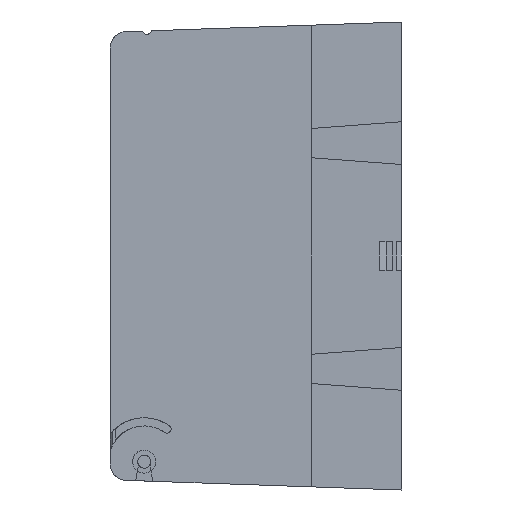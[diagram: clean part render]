
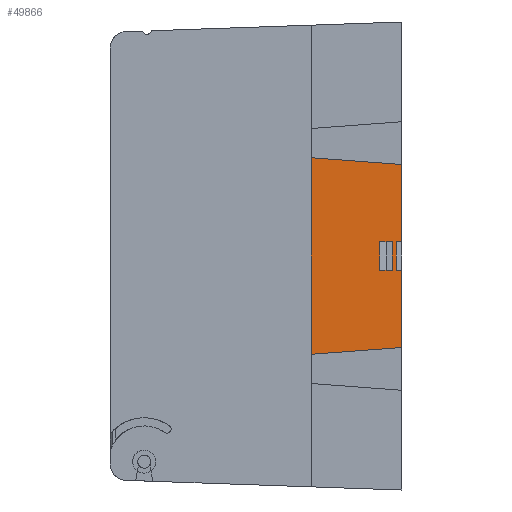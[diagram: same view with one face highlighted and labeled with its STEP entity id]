
A CAD part, left-side view. The second image highlights one B-rep face of the part: STEP entity #49866.
In plain terms, the highlighted planar face has unit normal (-1, 0, 0).
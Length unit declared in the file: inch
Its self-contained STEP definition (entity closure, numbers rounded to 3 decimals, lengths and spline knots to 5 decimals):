
#294 = LINE ( 'NONE', #36513, #35231 ) ;
#2004 = ORIENTED_EDGE ( 'NONE', *, *, #43675, .T. ) ;
#3725 = PLANE ( 'NONE',  #5643 ) ;
#4283 = DIRECTION ( 'NONE',  ( 0., 0., -1. ) ) ;
#5197 = CARTESIAN_POINT ( 'NONE',  ( -6.525, 1.1, 1.19653 ) ) ;
#5643 = AXIS2_PLACEMENT_3D ( 'NONE', #161393, #82792, #4283 ) ;
#8525 = CARTESIAN_POINT ( 'NONE',  ( -6.525, 0., 0.175 ) ) ;
#8714 = VECTOR ( 'NONE', #151942, 39.37008 ) ;
#9301 = DIRECTION ( 'NONE',  ( 0., -1., 0. ) ) ;
#9883 = ORIENTED_EDGE ( 'NONE', *, *, #46484, .F. ) ;
#9887 = CARTESIAN_POINT ( 'NONE',  ( -6.525, 0.115, -0.175 ) ) ;
#11780 = CARTESIAN_POINT ( 'NONE',  ( -6.525, 0.115, -0.175 ) ) ;
#16181 = VECTOR ( 'NONE', #9301, 39.37008 ) ;
#16529 = EDGE_CURVE ( 'NONE', #124710, #117144, #64535, .T. ) ;
#16666 = EDGE_CURVE ( 'NONE', #36612, #82165, #80812, .T. ) ;
#19013 = VECTOR ( 'NONE', #127426, 39.37008 ) ;
#20404 = VERTEX_POINT ( 'NONE', #137878 ) ;
#20590 = DIRECTION ( 'NONE',  ( 0., 0., 1. ) ) ;
#23163 = DIRECTION ( 'NONE',  ( 0., 0., 1. ) ) ;
#24053 = CARTESIAN_POINT ( 'NONE',  ( -6.525, 0., -0.175 ) ) ;
#25090 = CARTESIAN_POINT ( 'NONE',  ( -6.525, 0.115, -0.175 ) ) ;
#25960 = LINE ( 'NONE', #138412, #91513 ) ;
#33893 = CARTESIAN_POINT ( 'NONE',  ( -6.525, 0.065, 0.175 ) ) ;
#35231 = VECTOR ( 'NONE', #128170, 39.37008 ) ;
#36343 = CARTESIAN_POINT ( 'NONE',  ( -6.525, 0., 1.115 ) ) ;
#36513 = CARTESIAN_POINT ( 'NONE',  ( -6.525, -0.55706, -1.07371 ) ) ;
#36612 = VERTEX_POINT ( 'NONE', #5197 ) ;
#40194 = VERTEX_POINT ( 'NONE', #8525 ) ;
#43675 = EDGE_CURVE ( 'NONE', #124710, #166098, #25960, .T. ) ;
#46484 = EDGE_CURVE ( 'NONE', #126814, #20404, #104840, .T. ) ;
#46590 = DIRECTION ( 'NONE',  ( 0., 0., 1. ) ) ;
#46912 = CARTESIAN_POINT ( 'NONE',  ( -6.525, 0., 0.175 ) ) ;
#47070 = CARTESIAN_POINT ( 'NONE',  ( -6.525, 0.115, 0.175 ) ) ;
#48500 = VECTOR ( 'NONE', #150161, 39.37008 ) ;
#49866 = ADVANCED_FACE ( 'NONE', ( #129954, #164773 ), #3725, .F. ) ;
#52653 = LINE ( 'NONE', #113433, #48500 ) ;
#55382 = ORIENTED_EDGE ( 'NONE', *, *, #77532, .F. ) ;
#56261 = EDGE_LOOP ( 'NONE', ( #9883, #167983, #93089, #129251, #168451, #55382, #106890, #77108 ) ) ;
#58534 = CARTESIAN_POINT ( 'NONE',  ( -6.525, 0., -0.175 ) ) ;
#59199 = EDGE_CURVE ( 'NONE', #117144, #102615, #165234, .T. ) ;
#64437 = ORIENTED_EDGE ( 'NONE', *, *, #16529, .F. ) ;
#64535 = LINE ( 'NONE', #25090, #134323 ) ;
#66969 = CARTESIAN_POINT ( 'NONE',  ( -6.525, 0.26794, -0.175 ) ) ;
#69008 = CARTESIAN_POINT ( 'NONE',  ( -6.525, 0., 6.44233 ) ) ;
#69598 = CARTESIAN_POINT ( 'NONE',  ( -6.525, 0., 1.115 ) ) ;
#71334 = ORIENTED_EDGE ( 'NONE', *, *, #59199, .F. ) ;
#71815 = DIRECTION ( 'NONE',  ( 0., -1., 0. ) ) ;
#77108 = ORIENTED_EDGE ( 'NONE', *, *, #136001, .T. ) ;
#77336 = VERTEX_POINT ( 'NONE', #69598 ) ;
#77532 = EDGE_CURVE ( 'NONE', #36612, #77336, #119574, .T. ) ;
#78163 = VECTOR ( 'NONE', #20590, 39.37008 ) ;
#78449 = LINE ( 'NONE', #46912, #8714 ) ;
#80812 = LINE ( 'NONE', #161941, #146466 ) ;
#81794 = LINE ( 'NONE', #47070, #16181 ) ;
#82165 = VERTEX_POINT ( 'NONE', #140754 ) ;
#82792 = DIRECTION ( 'NONE',  ( 1., 0., 0. ) ) ;
#83517 = CARTESIAN_POINT ( 'NONE',  ( -6.525, 0.115, 0.175 ) ) ;
#91513 = VECTOR ( 'NONE', #46590, 39.37008 ) ;
#92929 = EDGE_LOOP ( 'NONE', ( #64437, #2004, #116590, #71334 ) ) ;
#93089 = ORIENTED_EDGE ( 'NONE', *, *, #121314, .T. ) ;
#102615 = VERTEX_POINT ( 'NONE', #83517 ) ;
#104829 = LINE ( 'NONE', #58534, #139711 ) ;
#104840 = LINE ( 'NONE', #69008, #139725 ) ;
#106890 = ORIENTED_EDGE ( 'NONE', *, *, #16666, .T. ) ;
#108865 = VERTEX_POINT ( 'NONE', #164191 ) ;
#113031 = EDGE_CURVE ( 'NONE', #108865, #126814, #104829, .T. ) ;
#113055 = LINE ( 'NONE', #124914, #78163 ) ;
#113433 = CARTESIAN_POINT ( 'NONE',  ( -6.525, 0., 6.44233 ) ) ;
#116590 = ORIENTED_EDGE ( 'NONE', *, *, #133437, .T. ) ;
#117144 = VERTEX_POINT ( 'NONE', #11780 ) ;
#118012 = EDGE_CURVE ( 'NONE', #139327, #40194, #78449, .T. ) ;
#119574 = LINE ( 'NONE', #36343, #19013 ) ;
#121314 = EDGE_CURVE ( 'NONE', #108865, #139327, #113055, .T. ) ;
#122977 = EDGE_CURVE ( 'NONE', #77336, #40194, #52653, .T. ) ;
#123557 = DIRECTION ( 'NONE',  ( 0., 0., -1. ) ) ;
#124503 = CARTESIAN_POINT ( 'NONE',  ( -6.525, 0.26794, 0.175 ) ) ;
#124710 = VERTEX_POINT ( 'NONE', #66969 ) ;
#124914 = CARTESIAN_POINT ( 'NONE',  ( -6.525, 0.065, -0.175 ) ) ;
#126814 = VERTEX_POINT ( 'NONE', #24053 ) ;
#127426 = DIRECTION ( 'NONE',  ( 0., -0.997, -0.074 ) ) ;
#128170 = DIRECTION ( 'NONE',  ( 0., -0.997, 0.074 ) ) ;
#129251 = ORIENTED_EDGE ( 'NONE', *, *, #118012, .T. ) ;
#129954 = FACE_OUTER_BOUND ( 'NONE', #56261, .T. ) ;
#130406 = VECTOR ( 'NONE', #23163, 39.37008 ) ;
#133437 = EDGE_CURVE ( 'NONE', #166098, #102615, #81794, .T. ) ;
#134323 = VECTOR ( 'NONE', #155805, 39.37008 ) ;
#136001 = EDGE_CURVE ( 'NONE', #82165, #20404, #294, .T. ) ;
#137878 = CARTESIAN_POINT ( 'NONE',  ( -6.525, 0., -1.115 ) ) ;
#138412 = CARTESIAN_POINT ( 'NONE',  ( -6.525, 0.26794, -0.175 ) ) ;
#139327 = VERTEX_POINT ( 'NONE', #33893 ) ;
#139711 = VECTOR ( 'NONE', #71815, 39.37008 ) ;
#139725 = VECTOR ( 'NONE', #147576, 39.37008 ) ;
#140754 = CARTESIAN_POINT ( 'NONE',  ( -6.525, 1.1, -1.19653 ) ) ;
#146466 = VECTOR ( 'NONE', #123557, 39.37008 ) ;
#147576 = DIRECTION ( 'NONE',  ( 0., 0., -1. ) ) ;
#150161 = DIRECTION ( 'NONE',  ( 0., 0., -1. ) ) ;
#151942 = DIRECTION ( 'NONE',  ( 0., -1., 0. ) ) ;
#155805 = DIRECTION ( 'NONE',  ( 0., -1., 0. ) ) ;
#161393 = CARTESIAN_POINT ( 'NONE',  ( -6.525, 0., 6.44233 ) ) ;
#161941 = CARTESIAN_POINT ( 'NONE',  ( -6.525, 1.1, 6.44233 ) ) ;
#164191 = CARTESIAN_POINT ( 'NONE',  ( -6.525, 0.065, -0.175 ) ) ;
#164773 = FACE_BOUND ( 'NONE', #92929, .T. ) ;
#165234 = LINE ( 'NONE', #9887, #130406 ) ;
#166098 = VERTEX_POINT ( 'NONE', #124503 ) ;
#167983 = ORIENTED_EDGE ( 'NONE', *, *, #113031, .F. ) ;
#168451 = ORIENTED_EDGE ( 'NONE', *, *, #122977, .F. ) ;
